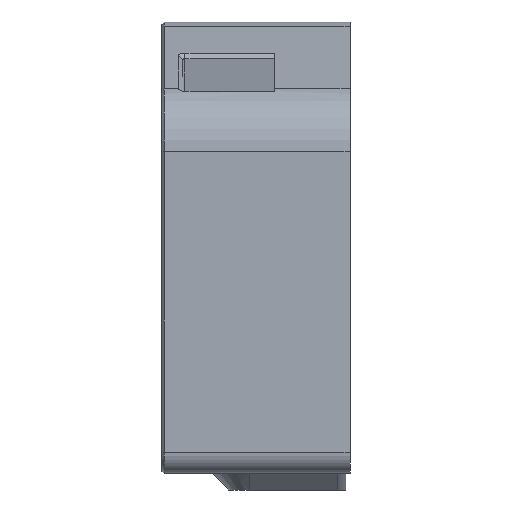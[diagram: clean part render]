
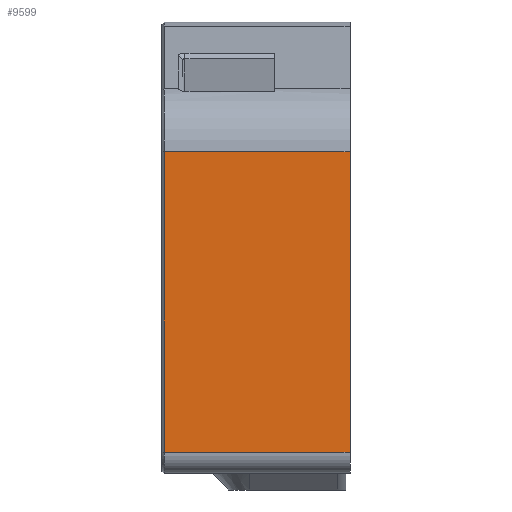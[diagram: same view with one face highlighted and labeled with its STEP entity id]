
A CAD part, front view. The second image highlights one B-rep face of the part: STEP entity #9599.
In plain terms, the highlighted planar face has unit normal (0, -1, 0).
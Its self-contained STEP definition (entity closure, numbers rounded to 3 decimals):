
#654=FACE_OUTER_BOUND('',#1217,.T.);
#1217=EDGE_LOOP('',(#7179,#7180,#7181,#7182));
#2090=LINE('',#14800,#3234);
#2102=LINE('',#14852,#3246);
#2104=LINE('',#14870,#3248);
#2105=LINE('',#14871,#3249);
#3234=VECTOR('',#11642,10.);
#3246=VECTOR('',#11672,10.);
#3248=VECTOR('',#11680,10.);
#3249=VECTOR('',#11681,10.);
#4323=VERTEX_POINT('',#14794);
#4324=VERTEX_POINT('',#14798);
#4338=VERTEX_POINT('',#14851);
#4342=VERTEX_POINT('',#14869);
#5376=EDGE_CURVE('',#4324,#4323,#2090,.T.);
#5395=EDGE_CURVE('',#4323,#4338,#2102,.T.);
#5401=EDGE_CURVE('',#4324,#4342,#2104,.T.);
#5402=EDGE_CURVE('',#4342,#4338,#2105,.T.);
#7179=ORIENTED_EDGE('',*,*,#5376,.F.);
#7180=ORIENTED_EDGE('',*,*,#5401,.T.);
#7181=ORIENTED_EDGE('',*,*,#5402,.T.);
#7182=ORIENTED_EDGE('',*,*,#5395,.F.);
#9143=PLANE('',#10207);
#9599=ADVANCED_FACE('',(#654),#9143,.T.);
#10207=AXIS2_PLACEMENT_3D('',#14868,#11678,#11679);
#11642=DIRECTION('',(0.,0.,1.));
#11672=DIRECTION('',(1.,0.,0.));
#11678=DIRECTION('center_axis',(0.,-1.,0.));
#11679=DIRECTION('ref_axis',(0.,0.,-1.));
#11680=DIRECTION('',(1.,0.,0.));
#11681=DIRECTION('',(0.,0.,1.));
#14794=CARTESIAN_POINT('',(0.5,-72.,77.));
#14798=CARTESIAN_POINT('',(0.5,-72.,5.));
#14800=CARTESIAN_POINT('',(0.5,-72.,65.5));
#14851=CARTESIAN_POINT('',(45.,-72.,77.));
#14852=CARTESIAN_POINT('',(0.,-72.,77.));
#14868=CARTESIAN_POINT('Origin',(0.,-72.,77.));
#14869=CARTESIAN_POINT('',(45.,-72.,5.));
#14870=CARTESIAN_POINT('',(0.,-72.,5.));
#14871=CARTESIAN_POINT('',(45.,-72.,65.5));
